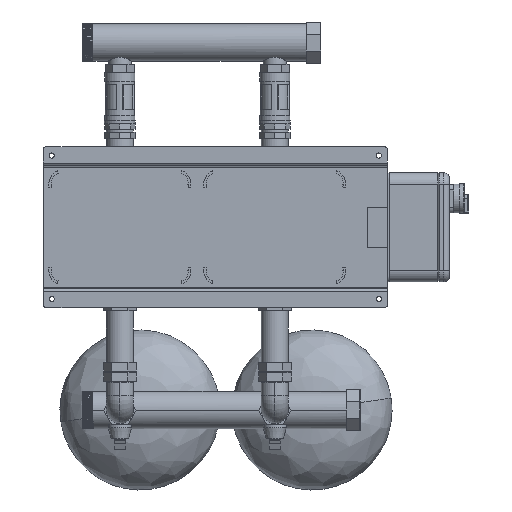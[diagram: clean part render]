
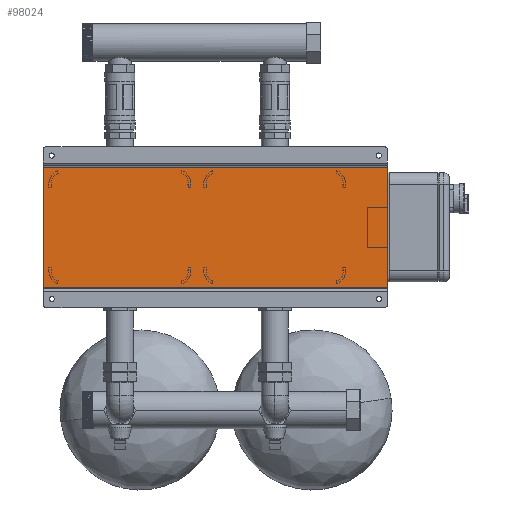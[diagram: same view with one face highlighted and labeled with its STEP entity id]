
A CAD part, front view. The second image highlights one B-rep face of the part: STEP entity #98024.
In plain terms, the highlighted planar face has unit normal (0, -1, 0).
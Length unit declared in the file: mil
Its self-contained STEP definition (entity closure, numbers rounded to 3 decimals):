
#28 = VECTOR ( 'NONE', #40290, 39370.079 ) ;
#1873 = VERTEX_POINT ( 'NONE', #86989 ) ;
#6484 = CARTESIAN_POINT ( 'NONE',  ( 11811.024, 2007.874, 4133.858 ) ) ;
#17464 = EDGE_CURVE ( 'NONE', #88329, #24389, #74820, .T. ) ;
#21235 = CARTESIAN_POINT ( 'NONE',  ( -11811.024, 2007.874, -4133.858 ) ) ;
#24389 = VERTEX_POINT ( 'NONE', #104943 ) ;
#30722 = DIRECTION ( 'NONE',  ( -1., 0., 0. ) ) ;
#40290 = DIRECTION ( 'NONE',  ( 0., 0., -1. ) ) ;
#40647 = EDGE_LOOP ( 'NONE', ( #72191, #141423, #119103, #114015 ) ) ;
#46715 = PLANE ( 'NONE',  #78742 ) ;
#47444 = DIRECTION ( 'NONE',  ( 0., 1., 0. ) ) ;
#47809 = CARTESIAN_POINT ( 'NONE',  ( 11811.024, 2007.874, -4133.858 ) ) ;
#53868 = LINE ( 'NONE', #21235, #85877 ) ;
#54179 = CARTESIAN_POINT ( 'NONE',  ( -11811.024, 2007.874, 4133.858 ) ) ;
#58069 = FACE_OUTER_BOUND ( 'NONE', #40647, .T. ) ;
#61043 = VECTOR ( 'NONE', #30722, 39370.079 ) ;
#72191 = ORIENTED_EDGE ( 'NONE', *, *, #112177, .T. ) ;
#74820 = LINE ( 'NONE', #132396, #129109 ) ;
#78742 = AXIS2_PLACEMENT_3D ( 'NONE', #139134, #47444, #149741 ) ;
#82918 = EDGE_CURVE ( 'NONE', #1873, #88329, #144094, .T. ) ;
#85877 = VECTOR ( 'NONE', #101530, 39370.079 ) ;
#86989 = CARTESIAN_POINT ( 'NONE',  ( 11811.024, 2007.874, 4133.858 ) ) ;
#88329 = VERTEX_POINT ( 'NONE', #47809 ) ;
#97857 = CARTESIAN_POINT ( 'NONE',  ( 11811.024, 2007.874, 4133.858 ) ) ;
#98024 = ADVANCED_FACE ( 'NONE', ( #58069 ), #46715, .F. ) ;
#99205 = VERTEX_POINT ( 'NONE', #54179 ) ;
#101530 = DIRECTION ( 'NONE',  ( 0., 0., -1. ) ) ;
#104943 = CARTESIAN_POINT ( 'NONE',  ( -11811.024, 2007.874, -4133.858 ) ) ;
#112177 = EDGE_CURVE ( 'NONE', #99205, #24389, #53868, .T. ) ;
#114015 = ORIENTED_EDGE ( 'NONE', *, *, #137775, .T. ) ;
#119103 = ORIENTED_EDGE ( 'NONE', *, *, #82918, .F. ) ;
#129109 = VECTOR ( 'NONE', #133904, 39370.079 ) ;
#132396 = CARTESIAN_POINT ( 'NONE',  ( 11811.024, 2007.874, -4133.858 ) ) ;
#133904 = DIRECTION ( 'NONE',  ( -1., 0., 0. ) ) ;
#137775 = EDGE_CURVE ( 'NONE', #1873, #99205, #145922, .T. ) ;
#139134 = CARTESIAN_POINT ( 'NONE',  ( 11811.024, 2007.874, -4133.858 ) ) ;
#141423 = ORIENTED_EDGE ( 'NONE', *, *, #17464, .F. ) ;
#144094 = LINE ( 'NONE', #97857, #28 ) ;
#145922 = LINE ( 'NONE', #6484, #61043 ) ;
#149741 = DIRECTION ( 'NONE',  ( 1., 0., 0. ) ) ;
